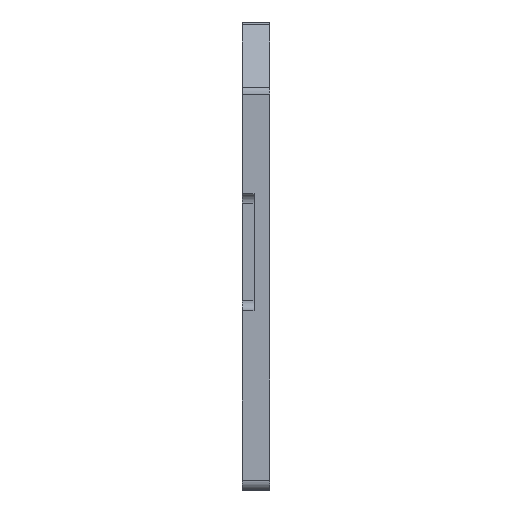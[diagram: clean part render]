
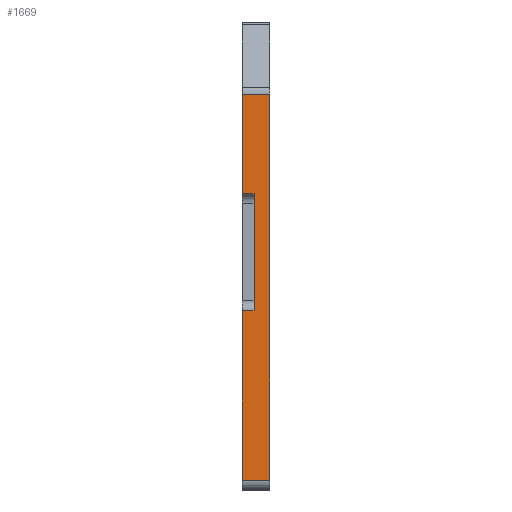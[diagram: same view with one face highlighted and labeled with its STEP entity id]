
A CAD part, left-side view. The second image highlights one B-rep face of the part: STEP entity #1669.
In plain terms, the highlighted planar face has unit normal (-1, 0, 0).
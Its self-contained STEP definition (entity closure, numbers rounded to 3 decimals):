
#104=PLANE('',#1882);
#191=FACE_OUTER_BOUND('',#329,.T.);
#329=EDGE_LOOP('',(#1475,#1476,#1477,#1478,#1479,#1480,#1481,#1482));
#351=LINE('',#2542,#479);
#355=LINE('',#2554,#483);
#369=LINE('',#2616,#497);
#382=LINE('',#2660,#510);
#442=LINE('',#2846,#570);
#444=LINE('',#2853,#572);
#455=LINE('',#2874,#583);
#459=LINE('',#2882,#587);
#479=VECTOR('',#2031,10.);
#483=VECTOR('',#2039,10.);
#497=VECTOR('',#2095,10.);
#510=VECTOR('',#2132,10.);
#570=VECTOR('',#2336,10.);
#572=VECTOR('',#2344,10.);
#583=VECTOR('',#2375,10.);
#587=VECTOR('',#2387,10.);
#741=VERTEX_POINT('',#2539);
#742=VERTEX_POINT('',#2541);
#747=VERTEX_POINT('',#2551);
#748=VERTEX_POINT('',#2553);
#775=VERTEX_POINT('',#2615);
#793=VERTEX_POINT('',#2657);
#794=VERTEX_POINT('',#2659);
#848=VERTEX_POINT('',#2845);
#896=EDGE_CURVE('',#742,#741,#351,.T.);
#902=EDGE_CURVE('',#748,#747,#355,.T.);
#933=EDGE_CURVE('',#775,#742,#369,.T.);
#955=EDGE_CURVE('',#793,#794,#382,.T.);
#1048=EDGE_CURVE('',#848,#775,#442,.T.);
#1052=EDGE_CURVE('',#747,#848,#444,.T.);
#1063=EDGE_CURVE('',#793,#748,#455,.T.);
#1067=EDGE_CURVE('',#794,#741,#459,.T.);
#1475=ORIENTED_EDGE('',*,*,#955,.F.);
#1476=ORIENTED_EDGE('',*,*,#1063,.T.);
#1477=ORIENTED_EDGE('',*,*,#902,.T.);
#1478=ORIENTED_EDGE('',*,*,#1052,.T.);
#1479=ORIENTED_EDGE('',*,*,#1048,.T.);
#1480=ORIENTED_EDGE('',*,*,#933,.T.);
#1481=ORIENTED_EDGE('',*,*,#896,.T.);
#1482=ORIENTED_EDGE('',*,*,#1067,.F.);
#1669=ADVANCED_FACE('',(#191),#104,.T.);
#1882=AXIS2_PLACEMENT_3D('',#2881,#2385,#2386);
#2031=DIRECTION('',(0.,0.,-1.));
#2039=DIRECTION('',(0.,0.,-1.));
#2095=DIRECTION('',(0.,1.,0.));
#2132=DIRECTION('',(0.,0.,-1.));
#2336=DIRECTION('',(0.,0.,-1.));
#2344=DIRECTION('',(0.,-1.,0.));
#2375=DIRECTION('',(0.,1.,0.));
#2385=DIRECTION('center_axis',(-1.,0.,0.));
#2386=DIRECTION('ref_axis',(0.,0.,-1.));
#2387=DIRECTION('',(0.,1.,0.));
#2539=CARTESIAN_POINT('',(787.906,3.,-28.096));
#2541=CARTESIAN_POINT('',(787.906,3.,58.844));
#2542=CARTESIAN_POINT('',(787.906,3.,-13.096));
#2551=CARTESIAN_POINT('',(787.906,3.,118.844));
#2553=CARTESIAN_POINT('',(787.906,3.,169.833));
#2554=CARTESIAN_POINT('',(787.906,3.,-13.096));
#2615=CARTESIAN_POINT('',(787.906,-3.,58.844));
#2616=CARTESIAN_POINT('',(787.906,1.5,58.844));
#2657=CARTESIAN_POINT('',(787.906,-11.,169.833));
#2659=CARTESIAN_POINT('',(787.906,-11.,-28.096));
#2660=CARTESIAN_POINT('',(787.906,-11.,151.904));
#2845=CARTESIAN_POINT('',(787.906,-3.,118.844));
#2846=CARTESIAN_POINT('',(787.906,-3.,147.874));
#2853=CARTESIAN_POINT('',(787.906,1.5,118.844));
#2874=CARTESIAN_POINT('',(787.906,0.,169.833));
#2881=CARTESIAN_POINT('Origin',(787.906,0.,206.904));
#2882=CARTESIAN_POINT('',(787.906,0.,-28.096));
